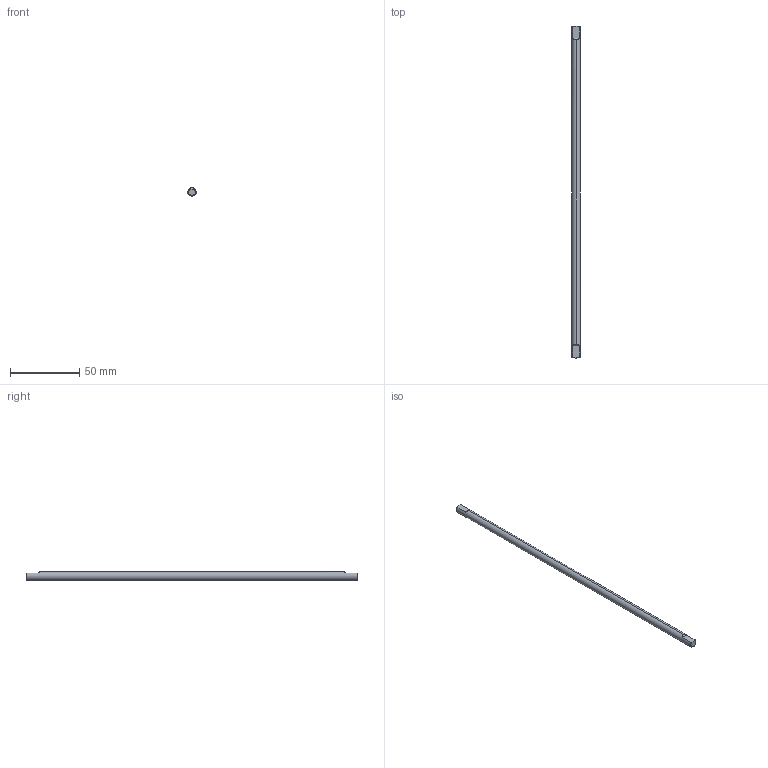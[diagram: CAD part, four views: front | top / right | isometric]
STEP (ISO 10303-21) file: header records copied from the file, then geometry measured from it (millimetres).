
FILE_DESCRIPTION (( 'STEP AP214' ), '1' );
FILE_NAME ('HERON-006_Fancy-Array_GPS-Pole.STEP', '2023-12-13T10:30:28', ( '' ), ( '' ), 'SwSTEP 2.0', 'SolidWorks 2022', '' );
FILE_SCHEMA (( 'AUTOMOTIVE_DESIGN' ));
Length unit declared in the file: millimetre
Products named in the file (1): HERON-006_Fancy-Array_GPS-Pole
Bounding box: 5.98 x 240 x 6 mm (x, y, z)
Volume: 6724.2 mm3; surface area: 4556.9 mm2
Topology: 1 solids, 1 shells, 11 faces, 26 edges, 17 vertices
Faces by surface type: plane 6, cone 3, cylinder 2
Entity records: 357 total; most frequent: CARTESIAN_POINT 79, ORIENTED_EDGE 52, DIRECTION 49, EDGE_CURVE 26, AXIS2_PLACEMENT_3D 19, VERTEX_POINT 17, EDGE_LOOP 11, FACE_OUTER_BOUND 11
